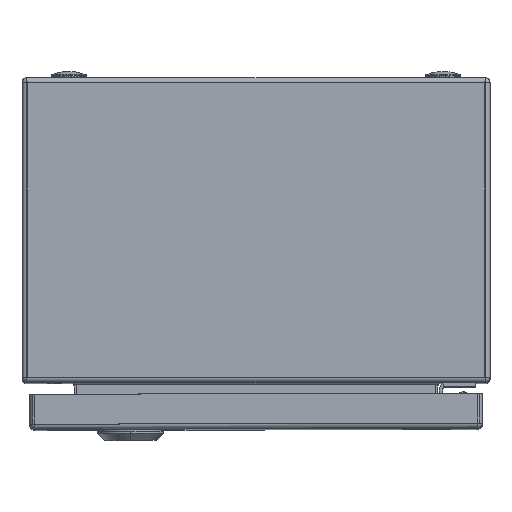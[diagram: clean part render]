
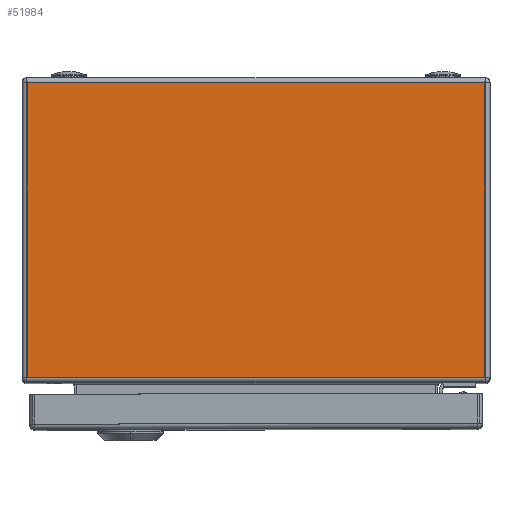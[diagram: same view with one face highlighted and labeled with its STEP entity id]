
A CAD part, top view. The second image highlights one B-rep face of the part: STEP entity #51984.
In plain terms, the highlighted face is planar.
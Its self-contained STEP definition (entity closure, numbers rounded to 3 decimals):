
#49071=DIRECTION('',(0.,0.,-1.));
#49072=VECTOR('',#49071,126.3);
#49073=CARTESIAN_POINT('',(98.,150.,129.434));
#49074=LINE('',#49073,#49072);
#49109=DIRECTION('',(1.,0.,0.));
#49110=VECTOR('',#49109,196.);
#49111=CARTESIAN_POINT('',(-98.,150.,129.434));
#49112=LINE('',#49111,#49110);
#49154=DIRECTION('',(0.,0.,1.));
#49155=VECTOR('',#49154,126.3);
#49156=CARTESIAN_POINT('',(-98.,150.,3.133));
#49157=LINE('',#49156,#49155);
#49192=DIRECTION('',(-1.,0.,0.));
#49193=VECTOR('',#49192,196.);
#49194=CARTESIAN_POINT('',(98.,150.,3.133));
#49195=LINE('',#49194,#49193);
#50680=CARTESIAN_POINT('',(98.,150.,129.434));
#50681=VERTEX_POINT('',#50680);
#50682=CARTESIAN_POINT('',(98.,150.,3.133));
#50683=VERTEX_POINT('',#50682);
#50684=CARTESIAN_POINT('',(-98.,150.,129.434));
#50685=VERTEX_POINT('',#50684);
#50686=CARTESIAN_POINT('',(-98.,150.,3.133));
#50687=VERTEX_POINT('',#50686);
#51973=CARTESIAN_POINT('',(100.,150.,1.2));
#51974=DIRECTION('',(0.,-1.,0.));
#51975=DIRECTION('',(0.,0.,-1.));
#51976=AXIS2_PLACEMENT_3D('',#51973,#51974,#51975);
#51977=PLANE('',#51976);
#51978=ORIENTED_EDGE('',*,*,#51748,.F.);
#51979=ORIENTED_EDGE('',*,*,#51776,.F.);
#51980=ORIENTED_EDGE('',*,*,#51803,.F.);
#51981=ORIENTED_EDGE('',*,*,#51721,.F.);
#51982=EDGE_LOOP('',(#51978,#51979,#51980,#51981));
#51983=FACE_OUTER_BOUND('',#51982,.F.);
#51721=EDGE_CURVE('',#50681,#50683,#49074,.T.);
#51748=EDGE_CURVE('',#50685,#50681,#49112,.T.);
#51776=EDGE_CURVE('',#50687,#50685,#49157,.T.);
#51803=EDGE_CURVE('',#50683,#50687,#49195,.T.);
#51984=ADVANCED_FACE('',(#51983),#51977,.F.);
